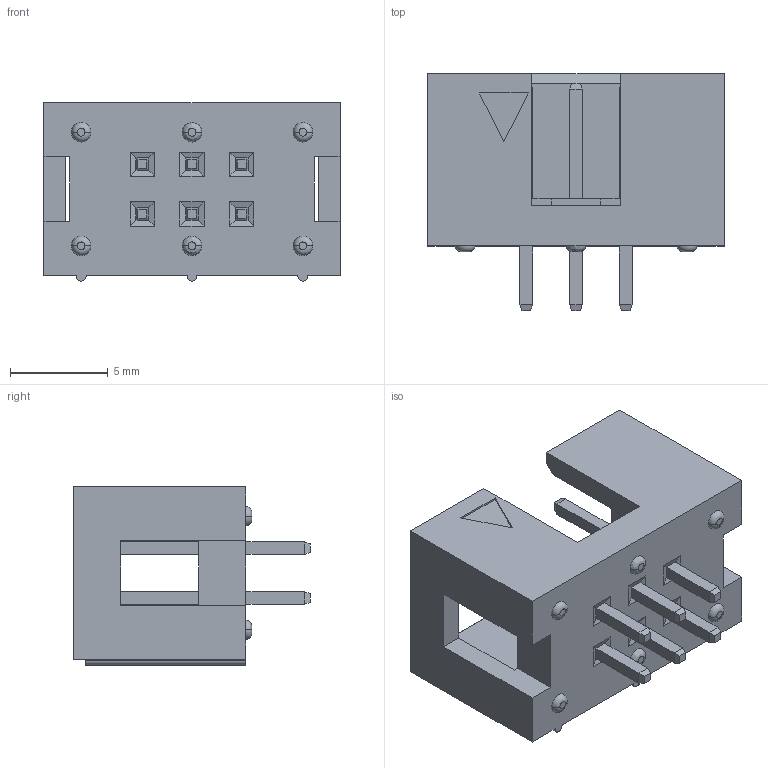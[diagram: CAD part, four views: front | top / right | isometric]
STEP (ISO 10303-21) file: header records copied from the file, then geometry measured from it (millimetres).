
FILE_DESCRIPTION (( 'STEP AP203' ), '1' );
FILE_NAME ('11091, SBH11-_BPC-D03-ST-_ _.STEP', '2015-09-01T06:59:36', ( 'LUANN HERRING' ), ( 'SULLINS' ), 'SwSTEP 2.0', 'SolidWorks 2015', '' );
FILE_SCHEMA (( 'CONFIG_CONTROL_DESIGN' ));
Length unit declared in the file: millimetre
Products named in the file (2): 11091, SBH11-_BPC-D03-ST-_ _
Bounding box: 15.12 x 12.1 x 9.1 mm (x, y, z)
Volume: 569.1 mm3; surface area: 1012.3 mm2
Topology: 1 solids, 1 shells, 200 faces, 473 edges, 290 vertices
Faces by surface type: plane 184, torus 8, bspline 4, cylinder 4
Entity records: 5806 total; most frequent: CARTESIAN_POINT 1071, ORIENTED_EDGE 946, DIRECTION 903, EDGE_CURVE 473, LINE 427, VECTOR 427, VERTEX_POINT 290, AXIS2_PLACEMENT_3D 238
